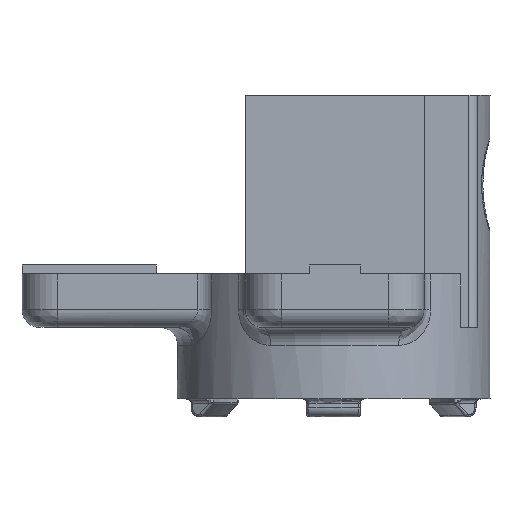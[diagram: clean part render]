
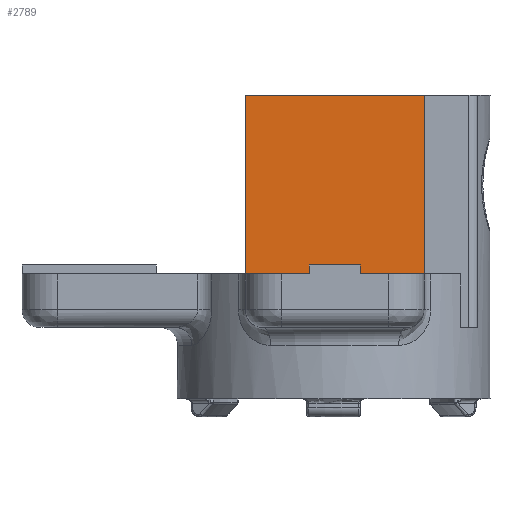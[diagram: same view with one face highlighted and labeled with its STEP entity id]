
A CAD part, front view. The second image highlights one B-rep face of the part: STEP entity #2789.
In plain terms, the highlighted planar face has unit normal (0, -1, 0).
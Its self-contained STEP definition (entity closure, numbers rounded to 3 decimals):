
#551=FACE_OUTER_BOUND('',#727,.T.);
#727=EDGE_LOOP('',(#2546,#2547,#2548,#2549));
#775=LINE('',#4011,#947);
#781=LINE('',#4035,#953);
#783=LINE('',#4039,#955);
#908=LINE('',#5915,#1080);
#947=VECTOR('',#3197,10.);
#953=VECTOR('',#3221,10.);
#955=VECTOR('',#3225,10.);
#1080=VECTOR('',#3890,10.);
#1123=VERTEX_POINT('',#4008);
#1124=VERTEX_POINT('',#4010);
#1133=VERTEX_POINT('',#4034);
#1134=VERTEX_POINT('',#4038);
#1380=EDGE_CURVE('',#1123,#1124,#775,.T.);
#1392=EDGE_CURVE('',#1133,#1124,#781,.T.);
#1394=EDGE_CURVE('',#1134,#1133,#783,.T.);
#1743=EDGE_CURVE('',#1134,#1123,#908,.T.);
#2546=ORIENTED_EDGE('',*,*,#1392,.T.);
#2547=ORIENTED_EDGE('',*,*,#1380,.F.);
#2548=ORIENTED_EDGE('',*,*,#1743,.F.);
#2549=ORIENTED_EDGE('',*,*,#1394,.T.);
#2620=PLANE('',#3110);
#2789=ADVANCED_FACE('',(#551),#2620,.T.);
#3110=AXIS2_PLACEMENT_3D('',#5914,#3888,#3889);
#3197=DIRECTION('',(-1.,0.,0.));
#3221=DIRECTION('',(0.,0.,-1.));
#3225=DIRECTION('',(-1.,0.,0.));
#3888=DIRECTION('center_axis',(0.,-1.,0.));
#3889=DIRECTION('ref_axis',(1.,0.,0.));
#3890=DIRECTION('',(0.,0.,-1.));
#4008=CARTESIAN_POINT('',(-64.886,323.949,47.732));
#4010=CARTESIAN_POINT('',(-84.886,323.949,47.732));
#4011=CARTESIAN_POINT('',(-82.249,323.949,47.732));
#4034=CARTESIAN_POINT('',(-84.886,323.949,67.732));
#4035=CARTESIAN_POINT('',(-84.886,323.949,57.732));
#4038=CARTESIAN_POINT('',(-64.886,323.949,67.732));
#4039=CARTESIAN_POINT('',(-82.249,323.949,67.732));
#5914=CARTESIAN_POINT('Origin',(-89.499,323.949,47.732));
#5915=CARTESIAN_POINT('',(-64.886,323.949,52.732));
